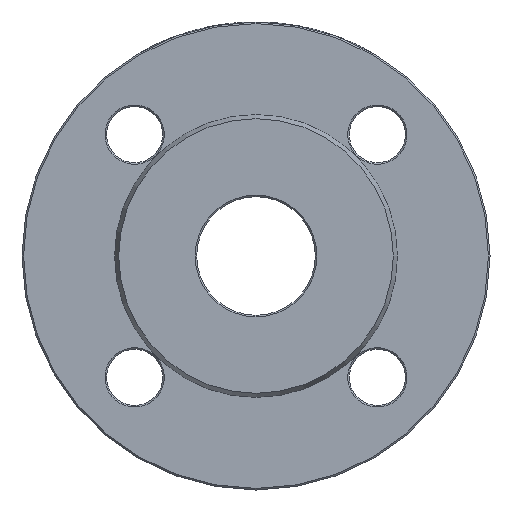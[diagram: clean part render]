
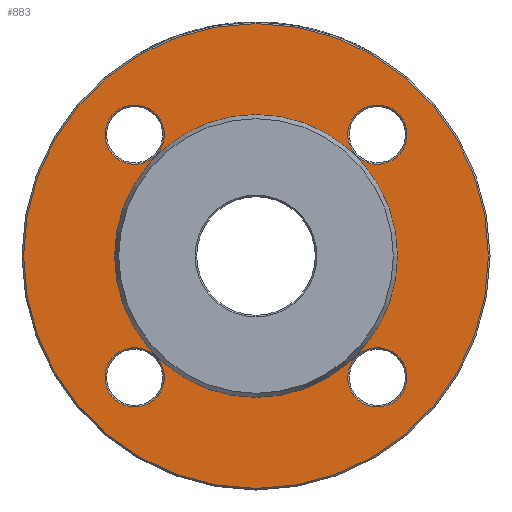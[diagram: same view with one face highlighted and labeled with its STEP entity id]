
A CAD part, left-side view. The second image highlights one B-rep face of the part: STEP entity #883.
In plain terms, the highlighted planar face has unit normal (-1, 0, 0).
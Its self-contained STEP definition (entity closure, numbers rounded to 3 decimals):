
#25 = ORIENTED_EDGE ( 'NONE', *, *, #1378, .T. ) ;
#164 = CIRCLE ( 'NONE', #6371, 9.5 ) ;
#274 = EDGE_LOOP ( 'NONE', ( #6366 ) ) ;
#314 = FACE_BOUND ( 'NONE', #274, .T. ) ;
#371 = AXIS2_PLACEMENT_3D ( 'NONE', #3337, #6530, #6016 ) ;
#417 = DIRECTION ( 'NONE',  ( 1., 0., 0. ) ) ;
#476 = ORIENTED_EDGE ( 'NONE', *, *, #3141, .T. ) ;
#504 = EDGE_LOOP ( 'NONE', ( #5988 ) ) ;
#556 = DIRECTION ( 'NONE',  ( 0., -1., 0. ) ) ;
#594 = CIRCLE ( 'NONE', #4937, 9.5 ) ;
#623 = AXIS2_PLACEMENT_3D ( 'NONE', #6179, #417, #3153 ) ;
#830 = PLANE ( 'NONE',  #6631 ) ;
#883 = ADVANCED_FACE ( 'NONE', ( #2392, #4953, #4921, #314, #5435, #6583 ), #830, .F. ) ;
#995 = CARTESIAN_POINT ( 'NONE',  ( 3., 0., -74.5 ) ) ;
#1177 = DIRECTION ( 'NONE',  ( 0., 0., -1. ) ) ;
#1378 = EDGE_CURVE ( 'NONE', #6674, #6674, #5846, .T. ) ;
#1500 = CARTESIAN_POINT ( 'NONE',  ( 3., 38.891, -48.391 ) ) ;
#1543 = CARTESIAN_POINT ( 'NONE',  ( 3., -38.891, -38.891 ) ) ;
#1718 = CARTESIAN_POINT ( 'NONE',  ( 3., 38.891, -38.891 ) ) ;
#1732 = DIRECTION ( 'NONE',  ( 0., 1., 0. ) ) ;
#1754 = EDGE_CURVE ( 'NONE', #2520, #2520, #6043, .T. ) ;
#1876 = DIRECTION ( 'NONE',  ( 0., 0., -1. ) ) ;
#1903 = CARTESIAN_POINT ( 'NONE',  ( 3., -38.891, 48.391 ) ) ;
#1937 = VERTEX_POINT ( 'NONE', #5109 ) ;
#2084 = ORIENTED_EDGE ( 'NONE', *, *, #3807, .F. ) ;
#2392 = FACE_BOUND ( 'NONE', #504, .T. ) ;
#2415 = DIRECTION ( 'NONE',  ( 0., 0., 1. ) ) ;
#2520 = VERTEX_POINT ( 'NONE', #1903 ) ;
#2561 = CARTESIAN_POINT ( 'NONE',  ( 3., -48.391, -38.891 ) ) ;
#2861 = CARTESIAN_POINT ( 'NONE',  ( 3., 0., 0. ) ) ;
#3141 = EDGE_CURVE ( 'NONE', #6603, #6603, #3531, .T. ) ;
#3153 = DIRECTION ( 'NONE',  ( 0., 0., 1. ) ) ;
#3337 = CARTESIAN_POINT ( 'NONE',  ( 3., 0., 0. ) ) ;
#3501 = VERTEX_POINT ( 'NONE', #2561 ) ;
#3531 = CIRCLE ( 'NONE', #371, 74.5 ) ;
#3577 = EDGE_LOOP ( 'NONE', ( #5230 ) ) ;
#3583 = EDGE_LOOP ( 'NONE', ( #2084 ) ) ;
#3638 = EDGE_CURVE ( 'NONE', #4051, #4051, #164, .T. ) ;
#3778 = AXIS2_PLACEMENT_3D ( 'NONE', #4323, #6399, #1732 ) ;
#3807 = EDGE_CURVE ( 'NONE', #1937, #1937, #5161, .T. ) ;
#4051 = VERTEX_POINT ( 'NONE', #1500 ) ;
#4090 = CARTESIAN_POINT ( 'NONE',  ( 3., 48.391, 38.891 ) ) ;
#4277 = DIRECTION ( 'NONE',  ( 1., 0., 0. ) ) ;
#4323 = CARTESIAN_POINT ( 'NONE',  ( 3., 38.891, 38.891 ) ) ;
#4616 = AXIS2_PLACEMENT_3D ( 'NONE', #2861, #5459, #2415 ) ;
#4632 = EDGE_CURVE ( 'NONE', #3501, #3501, #594, .T. ) ;
#4737 = EDGE_LOOP ( 'NONE', ( #476 ) ) ;
#4921 = FACE_BOUND ( 'NONE', #6020, .T. ) ;
#4937 = AXIS2_PLACEMENT_3D ( 'NONE', #1543, #5744, #556 ) ;
#4953 = FACE_BOUND ( 'NONE', #3577, .T. ) ;
#5109 = CARTESIAN_POINT ( 'NONE',  ( 3., 0., 45.336 ) ) ;
#5161 = CIRCLE ( 'NONE', #4616, 45.336 ) ;
#5230 = ORIENTED_EDGE ( 'NONE', *, *, #1754, .T. ) ;
#5435 = FACE_OUTER_BOUND ( 'NONE', #4737, .T. ) ;
#5459 = DIRECTION ( 'NONE',  ( -1., 0., 0. ) ) ;
#5532 = DIRECTION ( 'NONE',  ( 1., 0., 0. ) ) ;
#5744 = DIRECTION ( 'NONE',  ( 1., 0., 0. ) ) ;
#5846 = CIRCLE ( 'NONE', #3778, 9.5 ) ;
#5988 = ORIENTED_EDGE ( 'NONE', *, *, #4632, .T. ) ;
#6016 = DIRECTION ( 'NONE',  ( 0., 0., -1. ) ) ;
#6020 = EDGE_LOOP ( 'NONE', ( #25 ) ) ;
#6043 = CIRCLE ( 'NONE', #623, 9.5 ) ;
#6179 = CARTESIAN_POINT ( 'NONE',  ( 3., -38.891, 38.891 ) ) ;
#6366 = ORIENTED_EDGE ( 'NONE', *, *, #3638, .T. ) ;
#6371 = AXIS2_PLACEMENT_3D ( 'NONE', #1718, #4277, #1177 ) ;
#6399 = DIRECTION ( 'NONE',  ( 1., 0., 0. ) ) ;
#6530 = DIRECTION ( 'NONE',  ( -1., 0., 0. ) ) ;
#6545 = CARTESIAN_POINT ( 'NONE',  ( 3., 45.336, 0. ) ) ;
#6583 = FACE_BOUND ( 'NONE', #3583, .T. ) ;
#6603 = VERTEX_POINT ( 'NONE', #995 ) ;
#6631 = AXIS2_PLACEMENT_3D ( 'NONE', #6545, #5532, #1876 ) ;
#6674 = VERTEX_POINT ( 'NONE', #4090 ) ;
